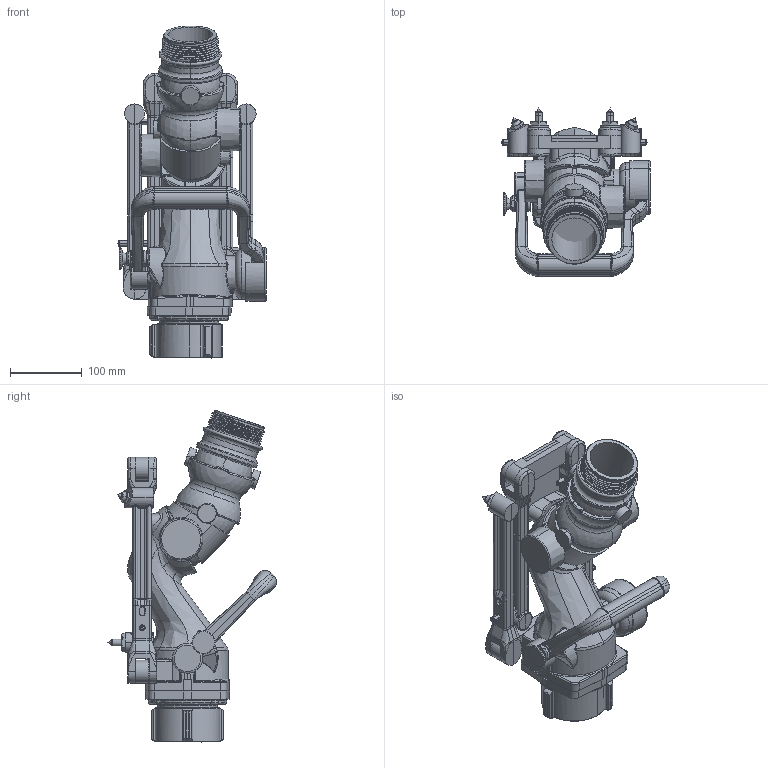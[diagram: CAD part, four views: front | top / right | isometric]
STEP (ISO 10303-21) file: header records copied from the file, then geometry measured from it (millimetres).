
FILE_DESCRIPTION (( 'STEP AP214' ), '1' );
FILE_NAME ('8296_RAMdd.STEP', '2010-07-22T14:58:40', ( 'Rick' ), ( '' ), 'SwSTEP 2.0', 'SolidWorks 2010', '' );
FILE_SCHEMA (( 'AUTOMOTIVE_DESIGN' ));
Length unit declared in the file: inch
Products named in the file (36): Products.Monitors.8296 (RAM)-8296 (Rapid Attack Monitor)8296RAM-Rapid Attack Monitor Assembly290NULL; Products.Monitors.8296 (RAM)-8296 (Rapid Attack Monitor)17924001Body-Monitor (8296) RAM190NULL; Products.Monitors.8296 (RAM)-8296 (Rapid Attack Monitor)Inlet ASM100NULL; Products.Monitors.8296 (RAM)-8296 (Rapid Attack Monitor)63105001SWIVEL 2.5 FULL-TIME90NULL; Products.Monitors.8296 (RAM)-8296 (Rapid Attack Monitor)25231001END CAP 2.5 FS120NULL; Products.Monitors.8296 (RAM)-8296 RAM (Scorpe) Monitor63105R01Swivel - 2.5 BSP Fem10NULL; Products.Monitors.8296 (RAM)-8296 (Rapid Attack Monitor)Legs ASM200NULL; Products.Monitors.8296 (RAM)-8296 (Rapid Attack Monitor)11728001ADAPTOR LEGS70NULL; Products.Monitors.8296 (RAM)-8296 (Rapid Attack Monitor)Leg_Right ASM130NULL; Products.Monitors.8296 (RAM)-8296 (Rapid Attack Monitor)44037001LEG RIGHT70NULL; Products.Monitors.8296 (RAM)-8296 (Rapid Attack Monitor)Leg_Left ASM130NULL; Products.Monitors.8296 (RAM)-8296 (Rapid Attack Monitor)61744001SPIKE GROUND80NULL; Products.Monitors.8296 (RAM)-8296 (Rapid Attack Monitor)44038001 NEWLEG LEFT30NULL; Products.Monitors.8296 (RAM)-8296 (Rapid Attack Monitor)Safety System140NULL; Products.Monitors.8296 (RAM)-8296 (Rapid Attack Monitor)41003001Joint Ball Outlet (8296) 2.5 NH thdA70NULL; Products.Monitors.8296 (RAM)-8296 (Rapid Attack Monitor)41002001Joint-Ball Socket (8296) RAM100NULL; Products.Monitors.8296 (RAM)-8296 (Rapid Attack Monitor)41004001JOINT DOUBLE BALLREL50NULL; Products.Monitors.8296 (RAM)-8296 (Rapid Attack Monitor)Hydro Loc ASM120NULL; Products.Valves.3000 Series-Common PartsXXXXXXXXCOVER - HANDLE10NULL; Products.Monitors.8296 (RAM)-8296 (Rapid Attack Monitor)36686001HANDLE U-SHAPED100NULL; Products.Monitors.8296 (RAM)-8296 (Rapid Attack Monitor)11727001ADAPTOR HYDRO-LOC100NULL; Products.Monitors.8296 (RAM)-8296 (Rapid Attack Monitor)Handle Grip 220NULL; Products.Monitors.8296 (RAM)-8296 (Rapid Attack Monitor)23644001COVER HANDLE70NULL; Products.Monitors.8296 (RAM)-8296 (Rapid Attack Monitor)23497001RETAINER - CAP60NULL; Products.Monitors.8296 (RAM)-8296 (Rapid Attack Monitor)42030001KNOB PULL TO UNLOCK110NULL; Products.Monitors.8296 (RAM)-8296 (Rapid Attack Monitor)11730001ADAPTOR LEGS FRONT40NULL; tim-8297(2.0)81306001OUTER LEG SUB-ASSY (FORGED) 8297(2.0)200NULL; tim-8297(2.0)23543000COVER-LOCK PIN (LEG) 8297(2.0)20NULL; tim-8297(2.0)44035001LEG-OUTER (FORGED) 8297(2.0)60NULL; tim-8297(2.0)81125001GROUND SPIKE ASSY 829770NULL; tim-8297(2.0)64044001GROUND SPIKE SHAFT 829710NULL; tim-8297(2.0)61743000GROUND SPIKE POINT 829720NULL; tim-8297(2.0)57022001RETAINER_GROUND SPIKE 829710NULL; Hardware.Pins-Roll Pins51260000Pin-Roll (79-048-250-1.750) SS10NULL; Products.Monitors.8296 (RAM)-8296 (Rapid Attack Monitor)17842001BRACKET LEGS FRONT20NULL; 8296_RAMdd
Assembly tree (46 placements, depth 5):
  8296_RAMdd
    Products.Monitors.8296 (RAM)-8296 (Rapid Attack Monitor)8296RAM-Rapid Attack Monitor Assembly290NULL
      Products.Monitors.8296 (RAM)-8296 (Rapid Attack Monitor)17924001Body-Monitor (8296) RAM190NULL
      tim-8297(2.0)81306001OUTER LEG SUB-ASSY (FORGED) 8297(2.0)200NULL  x2
        Hardware.Pins-Roll Pins51260000Pin-Roll (79-048-250-1.750) SS10NULL
        tim-8297(2.0)57022001RETAINER_GROUND SPIKE 829710NULL
        tim-8297(2.0)23543000COVER-LOCK PIN (LEG) 8297(2.0)20NULL
        tim-8297(2.0)44035001LEG-OUTER (FORGED) 8297(2.0)60NULL
        tim-8297(2.0)81125001GROUND SPIKE ASSY 829770NULL
          tim-8297(2.0)61743000GROUND SPIKE POINT 829720NULL
          tim-8297(2.0)64044001GROUND SPIKE SHAFT 829710NULL
      Products.Monitors.8296 (RAM)-8296 (Rapid Attack Monitor)23644001COVER HANDLE70NULL
      Products.Monitors.8296 (RAM)-8296 (Rapid Attack Monitor)23497001RETAINER - CAP60NULL
      Products.Monitors.8296 (RAM)-8296 (Rapid Attack Monitor)Inlet ASM100NULL
        Products.Monitors.8296 (RAM)-8296 (Rapid Attack Monitor)63105001SWIVEL 2.5 FULL-TIME90NULL
        Products.Monitors.8296 (RAM)-8296 (Rapid Attack Monitor)25231001END CAP 2.5 FS120NULL
        Products.Monitors.8296 (RAM)-8296 RAM (Scorpe) Monitor63105R01Swivel - 2.5 BSP Fem10NULL
      Products.Monitors.8296 (RAM)-8296 (Rapid Attack Monitor)Hydro Loc ASM120NULL
        Products.Monitors.8296 (RAM)-8296 (Rapid Attack Monitor)Handle Grip 220NULL
        Products.Valves.3000 Series-Common PartsXXXXXXXXCOVER - HANDLE10NULL
        Products.Monitors.8296 (RAM)-8296 (Rapid Attack Monitor)11727001ADAPTOR HYDRO-LOC100NULL
        Products.Monitors.8296 (RAM)-8296 (Rapid Attack Monitor)36686001HANDLE U-SHAPED100NULL
      Products.Monitors.8296 (RAM)-8296 (Rapid Attack Monitor)17842001BRACKET LEGS FRONT20NULL
      Products.Monitors.8296 (RAM)-8296 (Rapid Attack Monitor)42030001KNOB PULL TO UNLOCK110NULL
      Products.Monitors.8296 (RAM)-8296 (Rapid Attack Monitor)Legs ASM200NULL
        Products.Monitors.8296 (RAM)-8296 (Rapid Attack Monitor)Leg_Right ASM130NULL
          tim-8297(2.0)61743000GROUND SPIKE POINT 829720NULL
          Products.Monitors.8296 (RAM)-8296 (Rapid Attack Monitor)61744001SPIKE GROUND80NULL
          Hardware.Pins-Roll Pins51260000Pin-Roll (79-048-250-1.750) SS10NULL
          tim-8297(2.0)23543000COVER-LOCK PIN (LEG) 8297(2.0)20NULL  x2
          Products.Monitors.8296 (RAM)-8296 (Rapid Attack Monitor)44037001LEG RIGHT70NULL
        Products.Monitors.8296 (RAM)-8296 (Rapid Attack Monitor)Leg_Left ASM130NULL
          Products.Monitors.8296 (RAM)-8296 (Rapid Attack Monitor)61744001SPIKE GROUND80NULL
          Hardware.Pins-Roll Pins51260000Pin-Roll (79-048-250-1.750) SS10NULL
          tim-8297(2.0)61743000GROUND SPIKE POINT 829720NULL
          tim-8297(2.0)23543000COVER-LOCK PIN (LEG) 8297(2.0)20NULL  x2
          Products.Monitors.8296 (RAM)-8296 (Rapid Attack Monitor)44038001 NEWLEG LEFT30NULL
        Products.Monitors.8296 (RAM)-8296 (Rapid Attack Monitor)11728001ADAPTOR LEGS70NULL
      Products.Monitors.8296 (RAM)-8296 (Rapid Attack Monitor)11730001ADAPTOR LEGS FRONT40NULL
      Products.Monitors.8296 (RAM)-8296 (Rapid Attack Monitor)Safety System140NULL
        Products.Monitors.8296 (RAM)-8296 (Rapid Attack Monitor)41002001Joint-Ball Socket (8296) RAM100NULL
        Products.Monitors.8296 (RAM)-8296 (Rapid Attack Monitor)41004001JOINT DOUBLE BALLREL50NULL
        Products.Monitors.8296 (RAM)-8296 (Rapid Attack Monitor)41003001Joint Ball Outlet (8296) 2.5 NH thdA70NULL
Bounding box: 207.6 x 235.42 x 463.26 mm (x, y, z)
Volume: 3887334.4 mm3; surface area: 703794.1 mm2
Topology: 42 solids, 43 shells, 2356 faces, 5743 edges, 3447 vertices
Faces by surface type: bspline 779, cylinder 610, plane 609, cone 192, torus 105, sphere 61
Entity records: 125019 total; most frequent: CARTESIAN_POINT 70070, ORIENTED_EDGE 9574, DIRECTION 6165, EDGE_CURVE 4789, VERTEX_POINT 2919, AXIS2_PLACEMENT_3D 2323, B_SPLINE_CURVE_WITH_KNOTS 2191, EDGE_LOOP 2066
